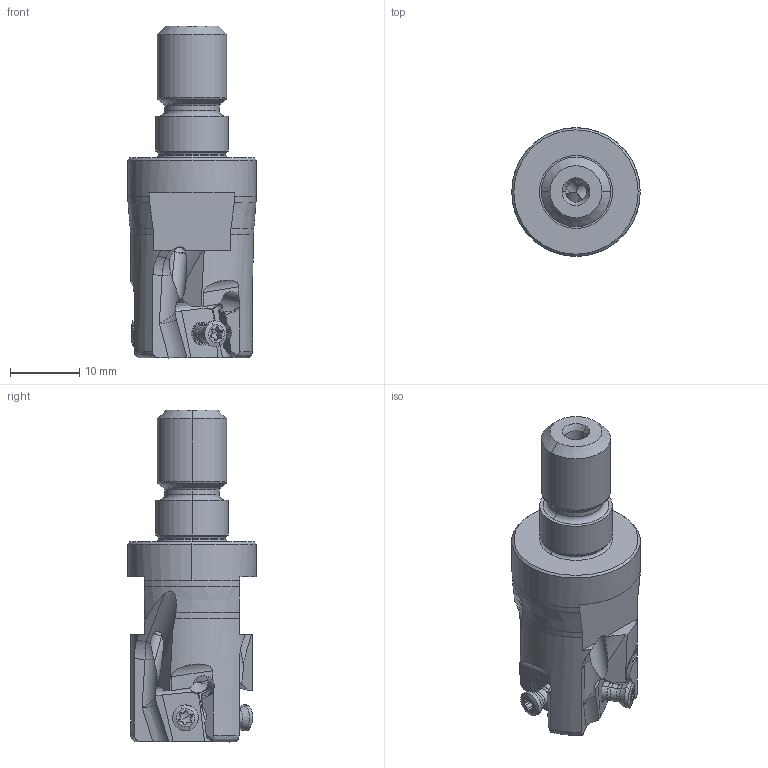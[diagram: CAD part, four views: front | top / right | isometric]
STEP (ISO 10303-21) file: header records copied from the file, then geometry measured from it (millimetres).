
FILE_DESCRIPTION(/* description */ (''),/* implementation_level */ '2;1');
FILE_NAME(/* name */ 'VPX200UR1203AM1030.stp',/* time_stamp */ '2021-09-08T11:38:51+09:00',/* author */ (''),/* organization */ (''),/* preprocessor_version */ 'ST-DEVELOPER v16',/* originating_system */ 'SIEMENS PLM Software NX 10.0',/* authorisation */ '');
FILE_SCHEMA (('AUTOMOTIVE_DESIGN { 1 0 10303 214 3 1 1 1 }'));
Length unit declared in the file: millimetre
Products named in the file (1): VPX200UR1203AM1030_ASM
Bounding box: 18.5 x 18.5 x 47.8 mm (x, y, z)
Volume: 6772.4 mm3; surface area: 3781 mm2
Topology: 4 solids, 4 shells, 350 faces, 1031 edges, 689 vertices
Faces by surface type: cylinder 145, plane 99, cone 47, torus 36, extrusion 12, sphere 6, bspline 5
Entity records: 15370 total; most frequent: CARTESIAN_POINT 6028, ORIENTED_EDGE 2038, DIRECTION 1863, EDGE_CURVE 1019, AXIS2_PLACEMENT_3D 758, VERTEX_POINT 683, EDGE_LOOP 372, ADVANCED_FACE 350
